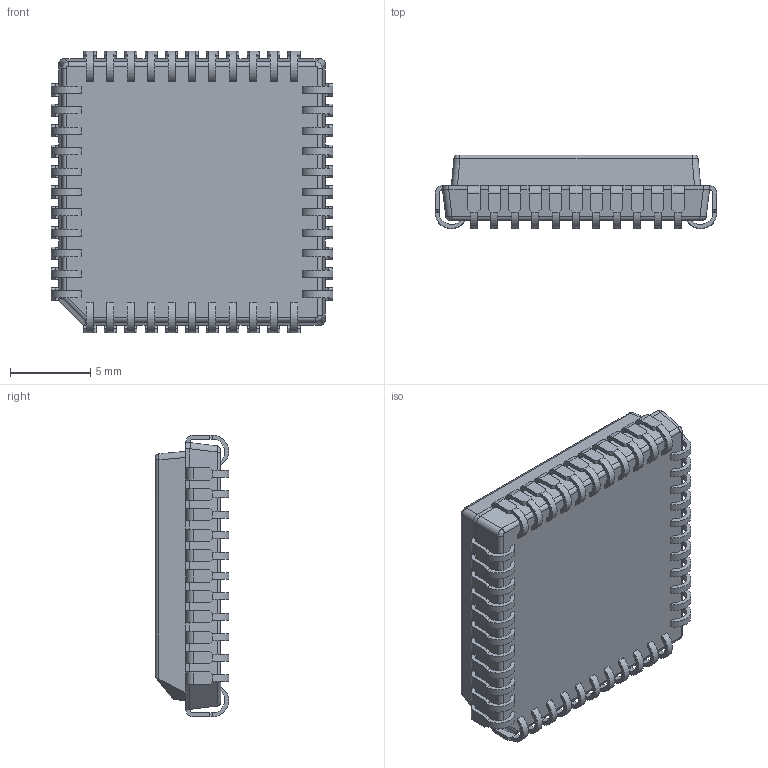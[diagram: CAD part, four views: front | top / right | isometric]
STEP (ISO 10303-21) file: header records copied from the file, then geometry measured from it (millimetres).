
FILE_DESCRIPTION (( 'STEP AP214' ), '1' );
FILE_NAME ('EPM7064SLC44-7.STEP', '2023-12-19T06:47:01', ( 'LENOVO' ), ( '' ), 'SwSTEP 2.0', 'SolidWorks 2021', '' );
FILE_SCHEMA (( 'AUTOMOTIVE_DESIGN' ));
Length unit declared in the file: inch
Products named in the file (1): EPM7064SLC44-7
Bounding box: 17.53 x 4.57 x 17.53 mm (x, y, z)
Volume: 1036.2 mm3; surface area: 1124.4 mm2
Topology: 46 solids, 46 shells, 1016 faces, 2403 edges, 1480 vertices
Faces by surface type: plane 812, cylinder 199, bspline 5
Entity records: 29073 total; most frequent: CARTESIAN_POINT 5087, ORIENTED_EDGE 4806, DIRECTION 4766, EDGE_CURVE 2403, VECTOR 1996, LINE 1996, VERTEX_POINT 1480, AXIS2_PLACEMENT_3D 1385
